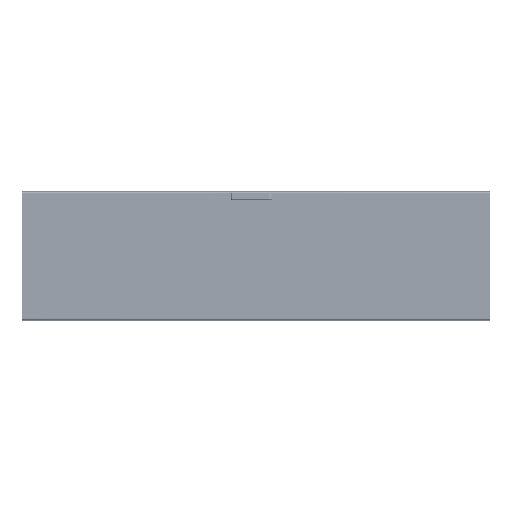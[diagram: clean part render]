
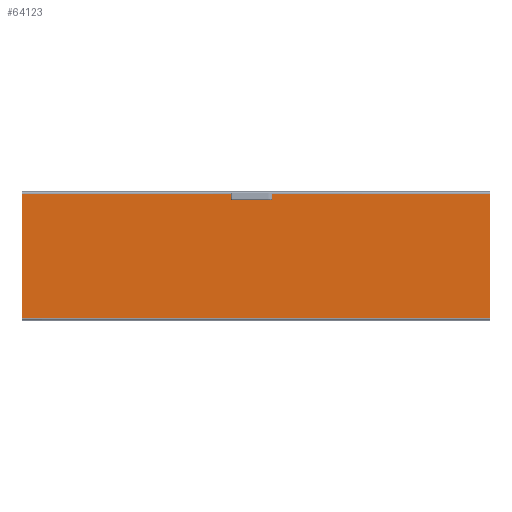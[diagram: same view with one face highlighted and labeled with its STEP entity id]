
A CAD part, top view. The second image highlights one B-rep face of the part: STEP entity #64123.
In plain terms, the highlighted planar face has unit normal (0, 0, 1).
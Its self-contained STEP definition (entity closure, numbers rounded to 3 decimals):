
#8665 = AXIS2_PLACEMENT_3D ( 'NONE', #26288, #26302, #26304 ) ;
#10423 = ORIENTED_EDGE ( 'NONE', *, *, #46041, .F. ) ;
#10424 = ORIENTED_EDGE ( 'NONE', *, *, #46040, .T. ) ;
#10426 = ORIENTED_EDGE ( 'NONE', *, *, #46039, .T. ) ;
#10428 = ORIENTED_EDGE ( 'NONE', *, *, #46042, .T. ) ;
#10430 = ORIENTED_EDGE ( 'NONE', *, *, #46038, .T. ) ;
#10432 = ORIENTED_EDGE ( 'NONE', *, *, #46035, .T. ) ;
#10434 = ORIENTED_EDGE ( 'NONE', *, *, #46043, .F. ) ;
#10436 = ORIENTED_EDGE ( 'NONE', *, *, #46044, .F. ) ;
#10437 = ORIENTED_EDGE ( 'NONE', *, *, #45978, .F. ) ;
#10439 = ORIENTED_EDGE ( 'NONE', *, *, #46046, .F. ) ;
#10441 = ORIENTED_EDGE ( 'NONE', *, *, #46048, .F. ) ;
#10443 = ORIENTED_EDGE ( 'NONE', *, *, #46045, .F. ) ;
#10445 = ORIENTED_EDGE ( 'NONE', *, *, #46047, .F. ) ;
#10447 = ORIENTED_EDGE ( 'NONE', *, *, #46049, .F. ) ;
#10449 = ORIENTED_EDGE ( 'NONE', *, *, #46050, .F. ) ;
#10451 = ORIENTED_EDGE ( 'NONE', *, *, #46051, .F. ) ;
#10452 = ORIENTED_EDGE ( 'NONE', *, *, #46052, .F. ) ;
#17349 = EDGE_LOOP ( 'NONE', ( #10423, #10424, #10426, #10428, #10430, #10432, #10434, #10436, #10437, #10439, #10441, #10443, #10445, #10447, #10449, #10451, #10452 ) ) ;
#22137 = AXIS2_PLACEMENT_3D ( 'NONE', #76938, #76939, #76940 ) ;
#22142 = AXIS2_PLACEMENT_3D ( 'NONE', #76943, #76944, #76945 ) ;
#22145 = AXIS2_PLACEMENT_3D ( 'NONE', #76919, #76929, #76930 ) ;
#22150 = AXIS2_PLACEMENT_3D ( 'NONE', #76910, #76924, #76925 ) ;
#22154 = AXIS2_PLACEMENT_3D ( 'NONE', #76907, #76920, #76921 ) ;
#22167 = AXIS2_PLACEMENT_3D ( 'NONE', #76931, #76932, #76933 ) ;
#22274 = AXIS2_PLACEMENT_3D ( 'NONE', #76774, #76775, #76776 ) ;
#26288 = CARTESIAN_POINT ( 'NONE',  ( -1075.5, -295., 2. ) ) ;
#26293 = PLANE ( 'NONE',  #8665 ) ;
#26302 = DIRECTION ( 'NONE',  ( 0., 0., 1. ) ) ;
#26304 = DIRECTION ( 'NONE',  ( 1., 0., 0. ) ) ;
#38200 = VERTEX_POINT ( 'NONE', #82578 ) ;
#38202 = VERTEX_POINT ( 'NONE', #82580 ) ;
#38210 = VERTEX_POINT ( 'NONE', #82588 ) ;
#38214 = VERTEX_POINT ( 'NONE', #82592 ) ;
#38218 = VERTEX_POINT ( 'NONE', #82596 ) ;
#38222 = VERTEX_POINT ( 'NONE', #82600 ) ;
#38224 = VERTEX_POINT ( 'NONE', #82602 ) ;
#38231 = VERTEX_POINT ( 'NONE', #82609 ) ;
#38233 = VERTEX_POINT ( 'NONE', #82611 ) ;
#38246 = VERTEX_POINT ( 'NONE', #82622 ) ;
#38250 = VERTEX_POINT ( 'NONE', #82626 ) ;
#38253 = VERTEX_POINT ( 'NONE', #82629 ) ;
#38257 = VERTEX_POINT ( 'NONE', #82633 ) ;
#38259 = VERTEX_POINT ( 'NONE', #82635 ) ;
#38264 = VERTEX_POINT ( 'NONE', #82639 ) ;
#41078 = VERTEX_POINT ( 'NONE', #78534 ) ;
#41089 = VERTEX_POINT ( 'NONE', #78540 ) ;
#45978 = EDGE_CURVE ( 'NONE', #41089, #41078, #84536, .T. ) ;
#46035 = EDGE_CURVE ( 'NONE', #38246, #38233, #84628, .T. ) ;
#46038 = EDGE_CURVE ( 'NONE', #38250, #38246, #84631, .T. ) ;
#46039 = EDGE_CURVE ( 'NONE', #38257, #38253, #84636, .T. ) ;
#46040 = EDGE_CURVE ( 'NONE', #38264, #38257, #84638, .T. ) ;
#46041 = EDGE_CURVE ( 'NONE', #38264, #38259, #84641, .T. ) ;
#46042 = EDGE_CURVE ( 'NONE', #38253, #38250, #84630, .T. ) ;
#46043 = EDGE_CURVE ( 'NONE', #38231, #38233, #84644, .T. ) ;
#46044 = EDGE_CURVE ( 'NONE', #41078, #38231, #84624, .T. ) ;
#46045 = EDGE_CURVE ( 'NONE', #38218, #38222, #84646, .T. ) ;
#46046 = EDGE_CURVE ( 'NONE', #38224, #41089, #84648, .T. ) ;
#46047 = EDGE_CURVE ( 'NONE', #38214, #38218, #84647, .T. ) ;
#46048 = EDGE_CURVE ( 'NONE', #38222, #38224, #84643, .T. ) ;
#46049 = EDGE_CURVE ( 'NONE', #38210, #38214, #84652, .T. ) ;
#46050 = EDGE_CURVE ( 'NONE', #38202, #38210, #84651, .T. ) ;
#46051 = EDGE_CURVE ( 'NONE', #38200, #38202, #84656, .T. ) ;
#46052 = EDGE_CURVE ( 'NONE', #38259, #38200, #84655, .T. ) ;
#64123 = ADVANCED_FACE ( 'NONE', ( #85524 ), #26293, .T. ) ;
#76774 = CARTESIAN_POINT ( 'NONE',  ( 54.3, 275.5, 2. ) ) ;
#76775 = DIRECTION ( 'NONE',  ( 0., 0., 1. ) ) ;
#76776 = DIRECTION ( 'NONE',  ( -1., 0., 0. ) ) ;
#76904 = CARTESIAN_POINT ( 'NONE',  ( 1075.49, 287.5, 2. ) ) ;
#76905 = DIRECTION ( 'NONE',  ( -1., 0., 0. ) ) ;
#76907 = CARTESIAN_POINT ( 'NONE',  ( -26., 275.5, 2. ) ) ;
#76910 = CARTESIAN_POINT ( 'NONE',  ( 26., 275.5, 2. ) ) ;
#76913 = CARTESIAN_POINT ( 'NONE',  ( 1075.49, -295., 2. ) ) ;
#76914 = DIRECTION ( 'NONE',  ( 0., 1., 0. ) ) ;
#76915 = CARTESIAN_POINT ( 'NONE',  ( -1075.49, 295., 2. ) ) ;
#76916 = DIRECTION ( 'NONE',  ( 0., -1., 0. ) ) ;
#76917 = CARTESIAN_POINT ( 'NONE',  ( 1075.49, 287.5, 2. ) ) ;
#76918 = DIRECTION ( 'NONE',  ( -1., 0., 0. ) ) ;
#76919 = CARTESIAN_POINT ( 'NONE',  ( 26., 275.5, 2. ) ) ;
#76920 = DIRECTION ( 'NONE',  ( 0., 0., 1. ) ) ;
#76921 = DIRECTION ( 'NONE',  ( 1., 0., 0. ) ) ;
#76922 = CARTESIAN_POINT ( 'NONE',  ( -1075.49, -287.5, 2. ) ) ;
#76923 = DIRECTION ( 'NONE',  ( 1., 0., 0. ) ) ;
#76924 = DIRECTION ( 'NONE',  ( 0., 0., 1. ) ) ;
#76925 = DIRECTION ( 'NONE',  ( -1., 0., 0. ) ) ;
#76926 = CARTESIAN_POINT ( 'NONE',  ( 37.662, 280., 2. ) ) ;
#76927 = DIRECTION ( 'NONE',  ( -1., 0., 0. ) ) ;
#76928 = CARTESIAN_POINT ( 'NONE',  ( -14.338, 271., 2. ) ) ;
#76929 = DIRECTION ( 'NONE',  ( 0., 0., 1. ) ) ;
#76930 = DIRECTION ( 'NONE',  ( -1., 0., 0. ) ) ;
#76931 = CARTESIAN_POINT ( 'NONE',  ( 54.3, 275.5, 2. ) ) ;
#76932 = DIRECTION ( 'NONE',  ( 0., 0., 1. ) ) ;
#76933 = DIRECTION ( 'NONE',  ( -1., 0., 0. ) ) ;
#76934 = CARTESIAN_POINT ( 'NONE',  ( 37.662, 271., 2. ) ) ;
#76935 = DIRECTION ( 'NONE',  ( 1., 0., 0. ) ) ;
#76936 = CARTESIAN_POINT ( 'NONE',  ( -37.662, 271., 2. ) ) ;
#76937 = DIRECTION ( 'NONE',  ( 1., 0., 0. ) ) ;
#76938 = CARTESIAN_POINT ( 'NONE',  ( -26., 275.5, 2. ) ) ;
#76939 = DIRECTION ( 'NONE',  ( 0., 0., 1. ) ) ;
#76940 = DIRECTION ( 'NONE',  ( 1., 0., 0. ) ) ;
#76941 = CARTESIAN_POINT ( 'NONE',  ( -37.662, 280., 2. ) ) ;
#76942 = DIRECTION ( 'NONE',  ( 1., 0., 0. ) ) ;
#76943 = CARTESIAN_POINT ( 'NONE',  ( -54.3, 275.5, 2. ) ) ;
#76944 = DIRECTION ( 'NONE',  ( 0., 0., 1. ) ) ;
#76945 = DIRECTION ( 'NONE',  ( 1., 0., 0. ) ) ;
#76948 = DIRECTION ( 'NONE',  ( -1., 0., 0. ) ) ;
#78534 = CARTESIAN_POINT ( 'NONE',  ( 54.3, 280., 2. ) ) ;
#78540 = CARTESIAN_POINT ( 'NONE',  ( 58.8, 275.5, 2. ) ) ;
#82578 = CARTESIAN_POINT ( 'NONE',  ( -54.3, 280., 2. ) ) ;
#82580 = CARTESIAN_POINT ( 'NONE',  ( -54.3, 271., 2. ) ) ;
#82588 = CARTESIAN_POINT ( 'NONE',  ( -37.662, 271., 2. ) ) ;
#82592 = CARTESIAN_POINT ( 'NONE',  ( -14.338, 271., 2. ) ) ;
#82596 = CARTESIAN_POINT ( 'NONE',  ( 14.338, 271., 2. ) ) ;
#82600 = CARTESIAN_POINT ( 'NONE',  ( 37.662, 271., 2. ) ) ;
#82602 = CARTESIAN_POINT ( 'NONE',  ( 54.3, 271., 2. ) ) ;
#82609 = CARTESIAN_POINT ( 'NONE',  ( 37.662, 280., 2. ) ) ;
#82611 = CARTESIAN_POINT ( 'NONE',  ( 29.5, 287.5, 2. ) ) ;
#82622 = CARTESIAN_POINT ( 'NONE',  ( 1075.49, 287.5, 2. ) ) ;
#82626 = CARTESIAN_POINT ( 'NONE',  ( 1075.49, -287.5, 2. ) ) ;
#82629 = CARTESIAN_POINT ( 'NONE',  ( -1075.49, -287.5, 2. ) ) ;
#82633 = CARTESIAN_POINT ( 'NONE',  ( -1075.49, 287.5, 2. ) ) ;
#82635 = CARTESIAN_POINT ( 'NONE',  ( -37.662, 280., 2. ) ) ;
#82639 = CARTESIAN_POINT ( 'NONE',  ( -29.5, 287.5, 2. ) ) ;
#84536 = CIRCLE ( 'NONE', #22274, 4.5 ) ;
#84624 = LINE ( 'NONE', #76926, #84640 ) ;
#84628 = LINE ( 'NONE', #76904, #84629 ) ;
#84629 = VECTOR ( 'NONE', #76905, 1000. ) ;
#84630 = LINE ( 'NONE', #76922, #84634 ) ;
#84631 = LINE ( 'NONE', #76913, #84632 ) ;
#84632 = VECTOR ( 'NONE', #76914, 1000. ) ;
#84634 = VECTOR ( 'NONE', #76923, 1000. ) ;
#84636 = LINE ( 'NONE', #76915, #84637 ) ;
#84637 = VECTOR ( 'NONE', #76916, 1000. ) ;
#84638 = LINE ( 'NONE', #76917, #84639 ) ;
#84639 = VECTOR ( 'NONE', #76918, 1000. ) ;
#84640 = VECTOR ( 'NONE', #76927, 1000. ) ;
#84641 = CIRCLE ( 'NONE', #22154, 12.5 ) ;
#84642 = VECTOR ( 'NONE', #76948, 1000. ) ;
#84643 = LINE ( 'NONE', #76934, #84649 ) ;
#84644 = CIRCLE ( 'NONE', #22150, 12.5 ) ;
#84645 = VECTOR ( 'NONE', #76935, 1000. ) ;
#84646 = CIRCLE ( 'NONE', #22145, 12.5 ) ;
#84647 = LINE ( 'NONE', #76928, #84645 ) ;
#84648 = CIRCLE ( 'NONE', #22167, 4.5 ) ;
#84649 = VECTOR ( 'NONE', #76937, 1000. ) ;
#84650 = VECTOR ( 'NONE', #76942, 1000. ) ;
#84651 = LINE ( 'NONE', #76936, #84650 ) ;
#84652 = CIRCLE ( 'NONE', #22137, 12.5 ) ;
#84655 = LINE ( 'NONE', #76941, #84642 ) ;
#84656 = CIRCLE ( 'NONE', #22142, 4.5 ) ;
#85524 = FACE_OUTER_BOUND ( 'NONE', #17349, .T. ) ;
